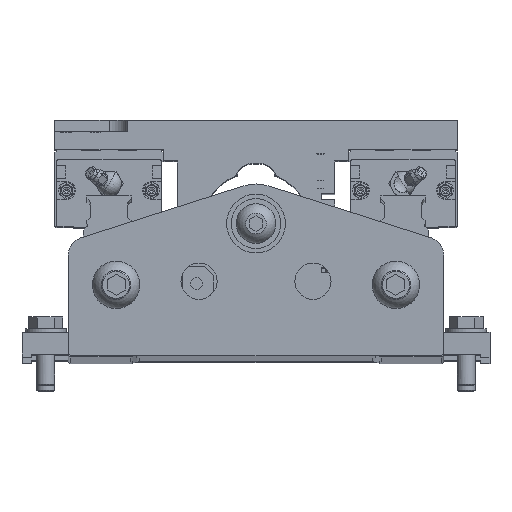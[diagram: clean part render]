
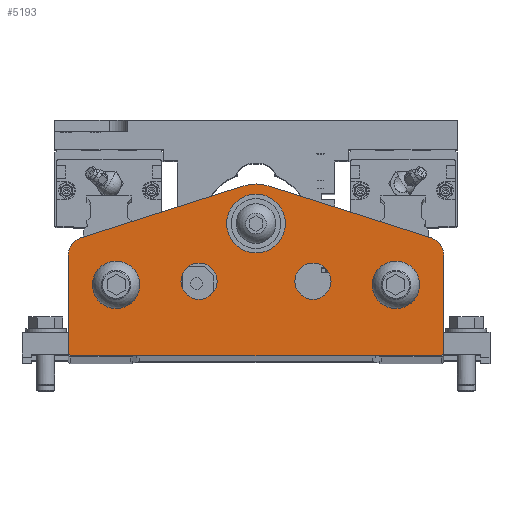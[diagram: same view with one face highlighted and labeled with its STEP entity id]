
A CAD part, top view. The second image highlights one B-rep face of the part: STEP entity #5193.
In plain terms, the highlighted planar face has unit normal (0, 0, 1).
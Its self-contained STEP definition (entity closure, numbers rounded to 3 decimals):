
#5193 = ADVANCED_FACE( '', ( #11659, #11660, #11661, #11662, #11663, #11664 ), #11665, .F. );
#11659 = FACE_BOUND( '', #19483, .T. );
#11660 = FACE_BOUND( '', #19484, .T. );
#11661 = FACE_BOUND( '', #19485, .T. );
#11662 = FACE_BOUND( '', #19486, .T. );
#11663 = FACE_OUTER_BOUND( '', #19487, .T. );
#11664 = FACE_BOUND( '', #19488, .T. );
#11665 = PLANE( '', #19489 );
#19483 = EDGE_LOOP( '', ( #34630 ) );
#19484 = EDGE_LOOP( '', ( #34631 ) );
#19485 = EDGE_LOOP( '', ( #34632 ) );
#19486 = EDGE_LOOP( '', ( #34633 ) );
#19487 = EDGE_LOOP( '', ( #34634, #34635, #34636, #34637, #34638, #34639, #34640, #34641, #34642, #34643 ) );
#19488 = EDGE_LOOP( '', ( #34644 ) );
#19489 = AXIS2_PLACEMENT_3D( '', #34645, #34646, #34647 );
#34630 = ORIENTED_EDGE( '', *, *, #49931, .F. );
#34631 = ORIENTED_EDGE( '', *, *, #46718, .T. );
#34632 = ORIENTED_EDGE( '', *, *, #48546, .F. );
#34633 = ORIENTED_EDGE( '', *, *, #49932, .T. );
#34634 = ORIENTED_EDGE( '', *, *, #49933, .F. );
#34635 = ORIENTED_EDGE( '', *, *, #49934, .T. );
#34636 = ORIENTED_EDGE( '', *, *, #49935, .F. );
#34637 = ORIENTED_EDGE( '', *, *, #49646, .T. );
#34638 = ORIENTED_EDGE( '', *, *, #49917, .F. );
#34639 = ORIENTED_EDGE( '', *, *, #46325, .F. );
#34640 = ORIENTED_EDGE( '', *, *, #47609, .F. );
#34641 = ORIENTED_EDGE( '', *, *, #49792, .F. );
#34642 = ORIENTED_EDGE( '', *, *, #45134, .F. );
#34643 = ORIENTED_EDGE( '', *, *, #49936, .F. );
#34644 = ORIENTED_EDGE( '', *, *, #49937, .F. );
#34645 = CARTESIAN_POINT( '', ( -75., 45., 858.25 ) );
#34646 = DIRECTION( '', ( 0., 0., -1. ) );
#34647 = DIRECTION( '', ( -0.304, 0.953, 0. ) );
#45134 = EDGE_CURVE( '', #54132, #54134, #54135, .T. );
#46325 = EDGE_CURVE( '', #56151, #56153, #56154, .T. );
#46718 = EDGE_CURVE( '', #56794, #56794, #56795, .T. );
#47609 = EDGE_CURVE( '', #58192, #56151, #58194, .T. );
#48546 = EDGE_CURVE( '', #59561, #59561, #59562, .T. );
#49646 = EDGE_CURVE( '', #61089, #61090, #61091, .F. );
#49792 = EDGE_CURVE( '', #54134, #58192, #61286, .T. );
#49917 = EDGE_CURVE( '', #56153, #61090, #61453, .T. );
#49931 = EDGE_CURVE( '', #61470, #61470, #61471, .F. );
#49932 = EDGE_CURVE( '', #61472, #61472, #61473, .T. );
#49933 = EDGE_CURVE( '', #61474, #61475, #61476, .T. );
#49934 = EDGE_CURVE( '', #61474, #61477, #61478, .F. );
#49935 = EDGE_CURVE( '', #61089, #61477, #61479, .T. );
#49936 = EDGE_CURVE( '', #61475, #54132, #61480, .T. );
#49937 = EDGE_CURVE( '', #61481, #61481, #61482, .F. );
#54132 = VERTEX_POINT( '', #67180 );
#54134 = VERTEX_POINT( '', #67183 );
#54135 = LINE( '', #67184, #67185 );
#56151 = VERTEX_POINT( '', #70580 );
#56153 = VERTEX_POINT( '', #70583 );
#56154 = CIRCLE( '', #70584, 8. );
#56794 = VERTEX_POINT( '', #71575 );
#56795 = CIRCLE( '', #71576, 13. );
#58192 = VERTEX_POINT( '', #73782 );
#58194 = LINE( '', #73785, #73786 );
#59561 = VERTEX_POINT( '', #75919 );
#59562 = CIRCLE( '', #75920, 8. );
#61089 = VERTEX_POINT( '', #78335 );
#61090 = VERTEX_POINT( '', #78336 );
#61091 = CIRCLE( '', #78337, 1.5 );
#61286 = CIRCLE( '', #78654, 17.5 );
#61453 = LINE( '', #78984, #78985 );
#61470 = VERTEX_POINT( '', #79008 );
#61471 = CIRCLE( '', #79009, 10.5 );
#61472 = VERTEX_POINT( '', #79010 );
#61473 = CIRCLE( '', #79011, 8. );
#61474 = VERTEX_POINT( '', #79012 );
#61475 = VERTEX_POINT( '', #79013 );
#61476 = LINE( '', #79014, #79015 );
#61477 = VERTEX_POINT( '', #79016 );
#61478 = CIRCLE( '', #79017, 1.5 );
#61479 = LINE( '', #79018, #79019 );
#61480 = CIRCLE( '', #79020, 8. );
#61481 = VERTEX_POINT( '', #79021 );
#61482 = CIRCLE( '', #79022, 10.5 );
#67180 = CARTESIAN_POINT( '', ( -77.436, 52.62, 858.25 ) );
#67183 = CARTESIAN_POINT( '', ( -5.328, 75.669, 858.25 ) );
#67184 = CARTESIAN_POINT( '', ( -77.436, 52.62, 858.25 ) );
#67185 = VECTOR( '', #84746, 1000. );
#70580 = CARTESIAN_POINT( '', ( 77.436, 52.62, 858.25 ) );
#70583 = CARTESIAN_POINT( '', ( 83., 45., 858.25 ) );
#70584 = AXIS2_PLACEMENT_3D( '', #86472, #86473, #86474 );
#71575 = CARTESIAN_POINT( '', ( 13., 59., 858.25 ) );
#71576 = AXIS2_PLACEMENT_3D( '', #86991, #86992, #86993 );
#73782 = CARTESIAN_POINT( '', ( 5.328, 75.669, 858.25 ) );
#73785 = CARTESIAN_POINT( '', ( 5.328, 75.669, 858.25 ) );
#73786 = VECTOR( '', #88285, 1000. );
#75919 = CARTESIAN_POINT( '', ( -33.2, 33.5, 858.25 ) );
#75920 = AXIS2_PLACEMENT_3D( '', #89538, #89539, #89540 );
#78335 = CARTESIAN_POINT( '', ( 81.5, 0.5, 858.25 ) );
#78336 = CARTESIAN_POINT( '', ( 83., 2., 858.25 ) );
#78337 = AXIS2_PLACEMENT_3D( '', #90898, #90899, #90900 );
#78654 = AXIS2_PLACEMENT_3D( '', #91068, #91069, #91070 );
#78984 = CARTESIAN_POINT( '', ( 83., 45., 858.25 ) );
#78985 = VECTOR( '', #91192, 1000. );
#79008 = CARTESIAN_POINT( '', ( 51.4, 31.9, 858.25 ) );
#79009 = AXIS2_PLACEMENT_3D( '', #91208, #91209, #91210 );
#79010 = CARTESIAN_POINT( '', ( 33.2, 33.5, 858.25 ) );
#79011 = AXIS2_PLACEMENT_3D( '', #91211, #91212, #91213 );
#79012 = CARTESIAN_POINT( '', ( -83., 2., 858.25 ) );
#79013 = CARTESIAN_POINT( '', ( -83., 45., 858.25 ) );
#79014 = CARTESIAN_POINT( '', ( -83., 0.5, 858.25 ) );
#79015 = VECTOR( '', #91214, 1000. );
#79016 = CARTESIAN_POINT( '', ( -81.5, 0.5, 858.25 ) );
#79017 = AXIS2_PLACEMENT_3D( '', #91215, #91216, #91217 );
#79018 = CARTESIAN_POINT( '', ( 83., 0.5, 858.25 ) );
#79019 = VECTOR( '', #91218, 1000. );
#79020 = AXIS2_PLACEMENT_3D( '', #91219, #91220, #91221 );
#79021 = CARTESIAN_POINT( '', ( -72.4, 31.9, 858.25 ) );
#79022 = AXIS2_PLACEMENT_3D( '', #91222, #91223, #91224 );
#84746 = DIRECTION( '', ( 0.953, 0.304, 0. ) );
#86472 = CARTESIAN_POINT( '', ( 75., 45., 858.25 ) );
#86473 = DIRECTION( '', ( 0., 0., -1. ) );
#86474 = DIRECTION( '', ( 1., 0., 0. ) );
#86991 = CARTESIAN_POINT( '', ( 0., 59., 858.25 ) );
#86992 = DIRECTION( '', ( 0., 0., -1. ) );
#86993 = DIRECTION( '', ( 1., 0., 0. ) );
#88285 = DIRECTION( '', ( 0.953, -0.304, 0. ) );
#89538 = CARTESIAN_POINT( '', ( -25.2, 33.5, 858.25 ) );
#89539 = DIRECTION( '', ( 0., 0., 1. ) );
#89540 = DIRECTION( '', ( -1., 0., 0. ) );
#90898 = CARTESIAN_POINT( '', ( 81.5, 2., 858.25 ) );
#90899 = DIRECTION( '', ( 0., 0., -1. ) );
#90900 = DIRECTION( '', ( -1., 0., 0. ) );
#91068 = CARTESIAN_POINT( '', ( 0., 59., 858.25 ) );
#91069 = DIRECTION( '', ( 0., 0., -1. ) );
#91070 = DIRECTION( '', ( 1., 0., 0. ) );
#91192 = DIRECTION( '', ( 0., -1., 0. ) );
#91208 = CARTESIAN_POINT( '', ( 61.9, 31.9, 858.25 ) );
#91209 = DIRECTION( '', ( 0., 0., -1. ) );
#91210 = DIRECTION( '', ( -1., 0., 0. ) );
#91211 = CARTESIAN_POINT( '', ( 25.2, 33.5, 858.25 ) );
#91212 = DIRECTION( '', ( 0., 0., -1. ) );
#91213 = DIRECTION( '', ( 1., 0., 0. ) );
#91214 = DIRECTION( '', ( 0., 1., 0. ) );
#91215 = CARTESIAN_POINT( '', ( -81.5, 2., 858.25 ) );
#91216 = DIRECTION( '', ( 0., 0., -1. ) );
#91217 = DIRECTION( '', ( -1., 0., 0. ) );
#91218 = DIRECTION( '', ( -1., 0., 0. ) );
#91219 = CARTESIAN_POINT( '', ( -75., 45., 858.25 ) );
#91220 = DIRECTION( '', ( 0., 0., -1. ) );
#91221 = DIRECTION( '', ( -1., 0., 0. ) );
#91222 = CARTESIAN_POINT( '', ( -61.9, 31.9, 858.25 ) );
#91223 = DIRECTION( '', ( 0., 0., -1. ) );
#91224 = DIRECTION( '', ( -1., 0., 0. ) );
